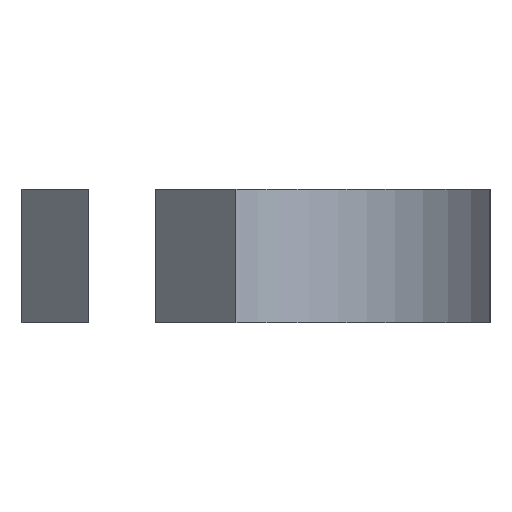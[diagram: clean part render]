
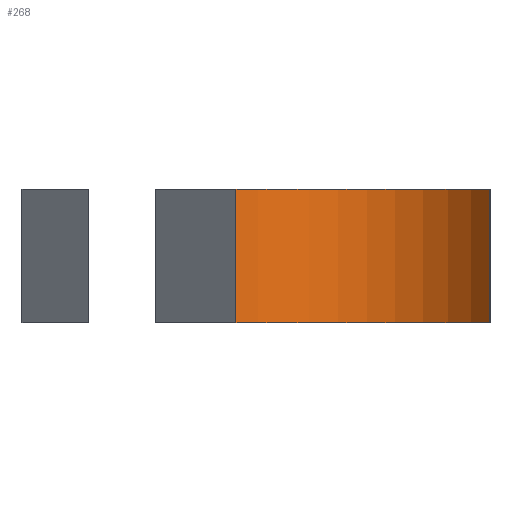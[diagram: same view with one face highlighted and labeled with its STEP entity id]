
A CAD part, left-side view. The second image highlights one B-rep face of the part: STEP entity #268.
In plain terms, the highlighted cylindrical face has radius 2.5 mm (diameter 5 mm), a partial arc.
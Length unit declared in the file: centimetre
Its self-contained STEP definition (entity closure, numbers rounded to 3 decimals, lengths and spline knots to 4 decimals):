
#21=CIRCLE('',#304,0.25);
#22=CIRCLE('',#305,0.25);
#25=CYLINDRICAL_SURFACE('',#303,0.25);
#31=FACE_OUTER_BOUND('',#47,.T.);
#47=EDGE_LOOP('',(#198,#199,#200,#201));
#69=LINE('',#425,#99);
#70=LINE('',#431,#100);
#99=VECTOR('',#347,1.);
#100=VECTOR('',#354,1.);
#128=VERTEX_POINT('',#421);
#129=VERTEX_POINT('',#423);
#130=VERTEX_POINT('',#427);
#131=VERTEX_POINT('',#429);
#157=EDGE_CURVE('',#128,#129,#69,.T.);
#158=EDGE_CURVE('',#128,#130,#21,.T.);
#159=EDGE_CURVE('',#131,#129,#22,.T.);
#160=EDGE_CURVE('',#130,#131,#70,.T.);
#198=ORIENTED_EDGE('',*,*,#158,.F.);
#199=ORIENTED_EDGE('',*,*,#157,.T.);
#200=ORIENTED_EDGE('',*,*,#159,.F.);
#201=ORIENTED_EDGE('',*,*,#160,.F.);
#268=ADVANCED_FACE('',(#31),#25,.F.);
#303=AXIS2_PLACEMENT_3D('',#426,#348,#349);
#304=AXIS2_PLACEMENT_3D('',#428,#350,#351);
#305=AXIS2_PLACEMENT_3D('',#430,#352,#353);
#347=DIRECTION('',(0.,0.,1.));
#348=DIRECTION('center_axis',(0.,0.,1.));
#349=DIRECTION('ref_axis',(0.6,-0.8,0.));
#350=DIRECTION('center_axis',(0.,0.,1.));
#351=DIRECTION('ref_axis',(0.6,-0.8,0.));
#352=DIRECTION('center_axis',(0.,0.,-1.));
#353=DIRECTION('ref_axis',(0.6,-0.8,0.));
#354=DIRECTION('',(0.,0.,1.));
#421=CARTESIAN_POINT('',(0.2071,-0.2,0.));
#423=CARTESIAN_POINT('',(0.2071,-0.2,0.2));
#425=CARTESIAN_POINT('',(0.2071,-0.2,0.));
#426=CARTESIAN_POINT('Origin',(0.0571,0.,0.));
#427=CARTESIAN_POINT('',(0.2306,0.1799,0.));
#428=CARTESIAN_POINT('Origin',(0.0571,0.,0.));
#429=CARTESIAN_POINT('',(0.2306,0.1799,0.2));
#430=CARTESIAN_POINT('Origin',(0.0571,0.,0.2));
#431=CARTESIAN_POINT('',(0.2306,0.1799,0.));
